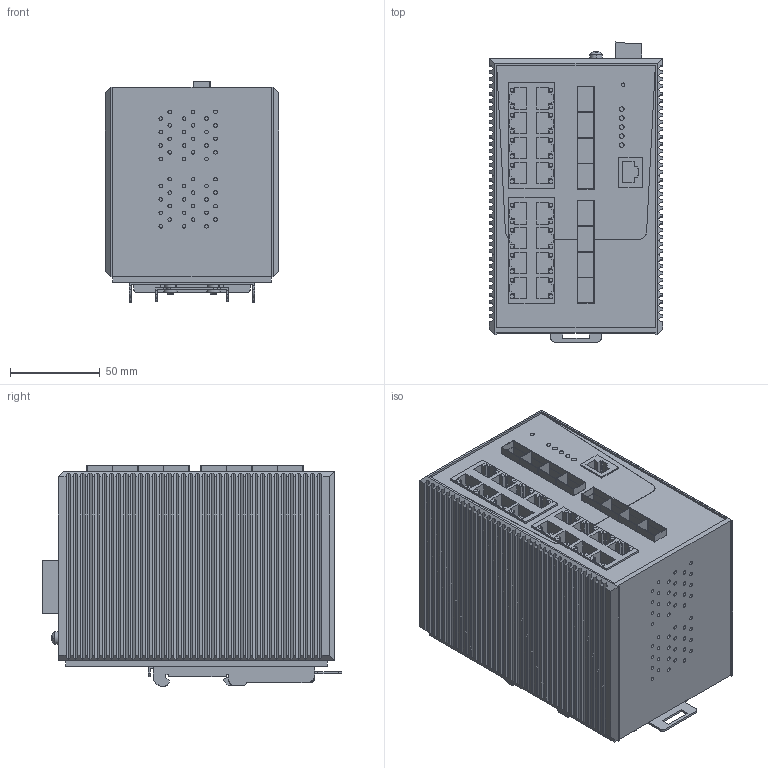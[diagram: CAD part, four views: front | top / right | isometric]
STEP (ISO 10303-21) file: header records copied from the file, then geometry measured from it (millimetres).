
FILE_DESCRIPTION(('CATIA V5 STEP Exchange','CAx-IF Rec.Pracs.--- Model Styling and Organization---1.4--- 2014-01-23'),'2;1');
FILE_NAME ('D1492187_0', '2021-07-02T11:40:30+00:00', ('none'), ('Weidmueller'), 'CATIA Version 5-6 Release 2016 SP3 HF44', 'CATIA V5 STEP AP214', 'none');
FILE_SCHEMA(('AUTOMOTIVE_DESIGN { 1 0 10303 214 1 1 1 1 }'));
Products named in the file (1): S3D_IE_SW_AL24M_16GT_8GESFP
Bounding box: 96.4 x 167.05 x 122.74 mm (x, y, z)
Volume: 1497140.6 mm3; surface area: 211397.7 mm2
Topology: 55 solids, 55 shells, 2001 faces, 5010 edges, 3316 vertices
Faces by surface type: plane 1605, cylinder 303, extrusion 83, revolution 8, sphere 2
Entity records: 58447 total; most frequent: CARTESIAN_POINT 12362, ORIENTED_EDGE 10020, DIRECTION 6937, EDGE_CURVE 5010, VECTOR 3965, LINE 3882, VERTEX_POINT 3316, EDGE_LOOP 2226
